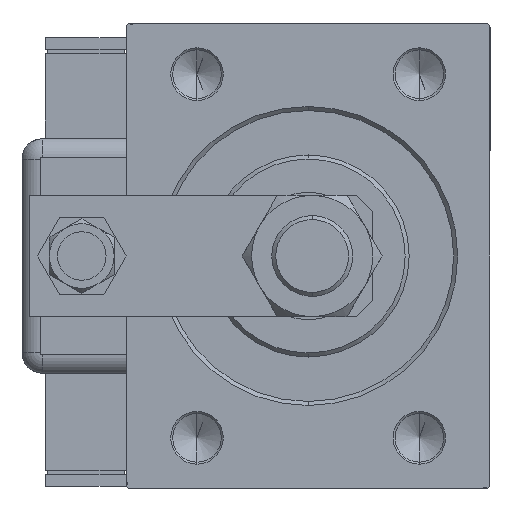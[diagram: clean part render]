
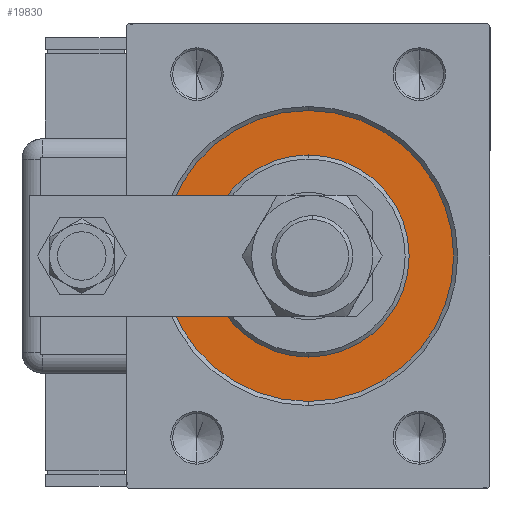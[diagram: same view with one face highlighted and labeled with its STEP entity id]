
A CAD part, left-side view. The second image highlights one B-rep face of the part: STEP entity #19830.
In plain terms, the highlighted face is planar.
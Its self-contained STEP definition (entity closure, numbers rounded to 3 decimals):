
#2663 = DIRECTION ( 'NONE',  ( 1., 0., 0. ) ) ;
#3237 = CIRCLE ( 'NONE', #33503, 36. ) ;
#3357 = DIRECTION ( 'NONE',  ( -1., 0., 0. ) ) ;
#6099 = CARTESIAN_POINT ( 'NONE',  ( 0., 0., -36. ) ) ;
#6446 = CIRCLE ( 'NONE', #37651, 36. ) ;
#7425 = AXIS2_PLACEMENT_3D ( 'NONE', #18115, #60685, #55957 ) ;
#9114 = PLANE ( 'NONE',  #18035 ) ;
#9345 = DIRECTION ( 'NONE',  ( 0., 0., 1. ) ) ;
#10729 = ORIENTED_EDGE ( 'NONE', *, *, #36025, .F. ) ;
#13032 = VERTEX_POINT ( 'NONE', #6099 ) ;
#13467 = CARTESIAN_POINT ( 'NONE',  ( 0., 0., 0. ) ) ;
#14064 = EDGE_LOOP ( 'NONE', ( #10729, #55460 ) ) ;
#17193 = DIRECTION ( 'NONE',  ( 0., 0., -1. ) ) ;
#17916 = VERTEX_POINT ( 'NONE', #55709 ) ;
#18035 = AXIS2_PLACEMENT_3D ( 'NONE', #18277, #61465, #56115 ) ;
#18115 = CARTESIAN_POINT ( 'NONE',  ( 0., 0., 0. ) ) ;
#18277 = CARTESIAN_POINT ( 'NONE',  ( 0., 0., 0. ) ) ;
#18922 = CIRCLE ( 'NONE', #35996, 25. ) ;
#19830 = ADVANCED_FACE ( 'NONE', ( #62408, #32455 ), #9114, .F. ) ;
#23457 = EDGE_LOOP ( 'NONE', ( #58294, #31733 ) ) ;
#26121 = DIRECTION ( 'NONE',  ( -1., 0., 0. ) ) ;
#29570 = VERTEX_POINT ( 'NONE', #31234 ) ;
#31234 = CARTESIAN_POINT ( 'NONE',  ( 0., 0., 25. ) ) ;
#31733 = ORIENTED_EDGE ( 'NONE', *, *, #56987, .F. ) ;
#32455 = FACE_OUTER_BOUND ( 'NONE', #14064, .T. ) ;
#32921 = EDGE_CURVE ( 'NONE', #17916, #13032, #3237, .T. ) ;
#33503 = AXIS2_PLACEMENT_3D ( 'NONE', #50094, #26121, #45369 ) ;
#35536 = EDGE_CURVE ( 'NONE', #29570, #38166, #45715, .T. ) ;
#35996 = AXIS2_PLACEMENT_3D ( 'NONE', #45885, #2663, #17193 ) ;
#36025 = EDGE_CURVE ( 'NONE', #13032, #17916, #6446, .T. ) ;
#37651 = AXIS2_PLACEMENT_3D ( 'NONE', #13467, #3357, #9345 ) ;
#38166 = VERTEX_POINT ( 'NONE', #60415 ) ;
#45369 = DIRECTION ( 'NONE',  ( 0., 0., 1. ) ) ;
#45715 = CIRCLE ( 'NONE', #7425, 25. ) ;
#45885 = CARTESIAN_POINT ( 'NONE',  ( 0., 0., 0. ) ) ;
#50094 = CARTESIAN_POINT ( 'NONE',  ( 0., 0., 0. ) ) ;
#55460 = ORIENTED_EDGE ( 'NONE', *, *, #32921, .F. ) ;
#55709 = CARTESIAN_POINT ( 'NONE',  ( 0., 0., 36. ) ) ;
#55957 = DIRECTION ( 'NONE',  ( 0., 0., -1. ) ) ;
#56115 = DIRECTION ( 'NONE',  ( 0., 0., 1. ) ) ;
#56987 = EDGE_CURVE ( 'NONE', #38166, #29570, #18922, .T. ) ;
#58294 = ORIENTED_EDGE ( 'NONE', *, *, #35536, .F. ) ;
#60415 = CARTESIAN_POINT ( 'NONE',  ( 0., 0., -25. ) ) ;
#60685 = DIRECTION ( 'NONE',  ( 1., 0., 0. ) ) ;
#61465 = DIRECTION ( 'NONE',  ( -1., 0., 0. ) ) ;
#62408 = FACE_BOUND ( 'NONE', #23457, .T. ) ;
